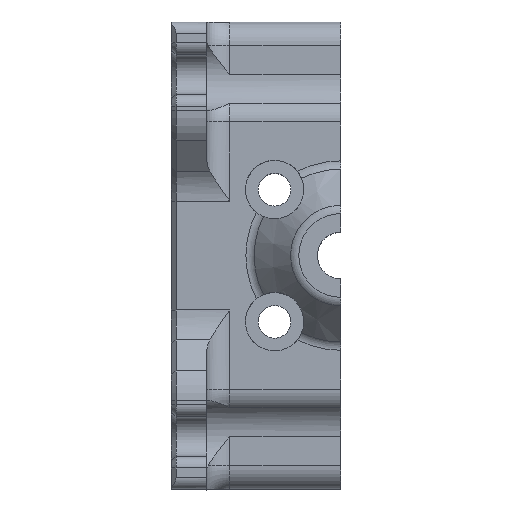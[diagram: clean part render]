
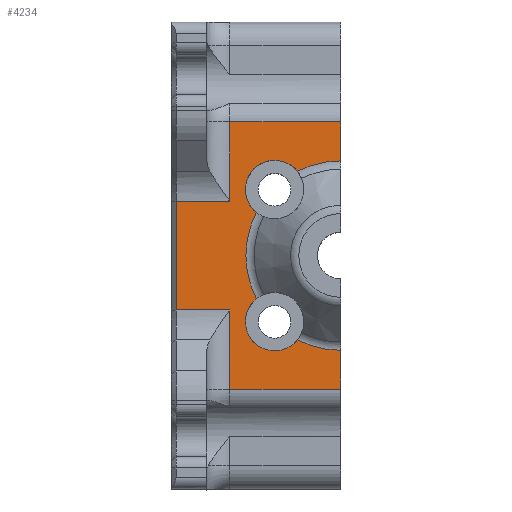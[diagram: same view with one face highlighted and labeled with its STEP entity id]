
A CAD part, top view. The second image highlights one B-rep face of the part: STEP entity #4234.
In plain terms, the highlighted planar face has unit normal (0, 0, 1).
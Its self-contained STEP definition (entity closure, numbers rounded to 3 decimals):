
#290=CIRCLE('',#4567,8.114);
#292=CIRCLE('',#4570,2.5);
#303=CIRCLE('',#4591,8.114);
#304=CIRCLE('',#4592,2.5);
#305=CIRCLE('',#4593,8.114);
#561=FACE_OUTER_BOUND('',#818,.T.);
#818=EDGE_LOOP('',(#3318,#3319,#3320,#3321,#3322,#3323,#3324,#3325,#3326,
#3327,#3328,#3329,#3330,#3331));
#988=LINE('',#7219,#1213);
#1029=LINE('',#7403,#1254);
#1034=LINE('',#7431,#1259);
#1078=LINE('',#8036,#1303);
#1091=LINE('',#8192,#1316);
#1092=LINE('',#8194,#1317);
#1093=LINE('',#8196,#1318);
#1094=LINE('',#8198,#1319);
#1095=LINE('',#8200,#1320);
#1213=VECTOR('',#4903,10.);
#1254=VECTOR('',#5044,10.);
#1259=VECTOR('',#5067,10.);
#1303=VECTOR('',#5293,10.);
#1316=VECTOR('',#5340,10.);
#1317=VECTOR('',#5341,10.);
#1318=VECTOR('',#5342,10.);
#1319=VECTOR('',#5343,10.);
#1320=VECTOR('',#5344,10.);
#1698=VERTEX_POINT('',#7216);
#1699=VERTEX_POINT('',#7218);
#1747=VERTEX_POINT('',#7400);
#1748=VERTEX_POINT('',#7402);
#1814=VERTEX_POINT('',#7973);
#1817=VERTEX_POINT('',#7985);
#1820=VERTEX_POINT('',#7999);
#1840=VERTEX_POINT('',#8191);
#1841=VERTEX_POINT('',#8193);
#1842=VERTEX_POINT('',#8195);
#1843=VERTEX_POINT('',#8197);
#1844=VERTEX_POINT('',#8199);
#1845=VERTEX_POINT('',#8201);
#1846=VERTEX_POINT('',#8203);
#2148=EDGE_CURVE('',#1698,#1699,#988,.T.);
#2220=EDGE_CURVE('',#1747,#1748,#1029,.T.);
#2231=EDGE_CURVE('',#1699,#1747,#1034,.T.);
#2342=EDGE_CURVE('',#1817,#1814,#290,.T.);
#2346=EDGE_CURVE('',#1820,#1814,#292,.T.);
#2352=EDGE_CURVE('',#1748,#1817,#1078,.T.);
#2378=EDGE_CURVE('',#1698,#1840,#1091,.T.);
#2379=EDGE_CURVE('',#1840,#1841,#1092,.T.);
#2380=EDGE_CURVE('',#1841,#1842,#1093,.T.);
#2381=EDGE_CURVE('',#1842,#1843,#1094,.T.);
#2382=EDGE_CURVE('',#1843,#1844,#1095,.T.);
#2383=EDGE_CURVE('',#1844,#1845,#303,.T.);
#2384=EDGE_CURVE('',#1846,#1845,#304,.T.);
#2385=EDGE_CURVE('',#1846,#1820,#305,.T.);
#3318=ORIENTED_EDGE('',*,*,#2378,.T.);
#3319=ORIENTED_EDGE('',*,*,#2379,.T.);
#3320=ORIENTED_EDGE('',*,*,#2380,.T.);
#3321=ORIENTED_EDGE('',*,*,#2381,.T.);
#3322=ORIENTED_EDGE('',*,*,#2382,.T.);
#3323=ORIENTED_EDGE('',*,*,#2383,.T.);
#3324=ORIENTED_EDGE('',*,*,#2384,.F.);
#3325=ORIENTED_EDGE('',*,*,#2385,.T.);
#3326=ORIENTED_EDGE('',*,*,#2346,.T.);
#3327=ORIENTED_EDGE('',*,*,#2342,.F.);
#3328=ORIENTED_EDGE('',*,*,#2352,.F.);
#3329=ORIENTED_EDGE('',*,*,#2220,.F.);
#3330=ORIENTED_EDGE('',*,*,#2231,.F.);
#3331=ORIENTED_EDGE('',*,*,#2148,.F.);
#4072=PLANE('',#4590);
#4234=ADVANCED_FACE('',(#561),#4072,.F.);
#4567=AXIS2_PLACEMENT_3D('',#7987,#5276,#5277);
#4570=AXIS2_PLACEMENT_3D('',#8000,#5283,#5284);
#4590=AXIS2_PLACEMENT_3D('',#8190,#5338,#5339);
#4591=AXIS2_PLACEMENT_3D('',#8202,#5345,#5346);
#4592=AXIS2_PLACEMENT_3D('',#8204,#5347,#5348);
#4593=AXIS2_PLACEMENT_3D('',#8205,#5349,#5350);
#4903=DIRECTION('',(1.,0.,0.));
#5044=DIRECTION('',(1.,0.,0.));
#5067=DIRECTION('',(0.,1.,0.));
#5276=DIRECTION('center_axis',(0.,0.,
1.));
#5277=DIRECTION('ref_axis',(-1.,0.,0.));
#5283=DIRECTION('center_axis',(0.,0.,
-1.));
#5284=DIRECTION('ref_axis',(-1.,0.,0.));
#5293=DIRECTION('',(0.,-1.,0.));
#5338=DIRECTION('center_axis',(0.,0.,
-1.));
#5339=DIRECTION('ref_axis',(0.,1.,0.));
#5340=DIRECTION('',(0.,-1.,0.));
#5341=DIRECTION('',(1.,0.,0.));
#5342=DIRECTION('',(0.,-1.,0.));
#5343=DIRECTION('',(1.,0.,0.));
#5344=DIRECTION('',(0.,1.,0.));
#5345=DIRECTION('center_axis',(0.,0.,
-1.));
#5346=DIRECTION('ref_axis',(-1.,0.,0.));
#5347=DIRECTION('center_axis',(0.,0.,
1.));
#5348=DIRECTION('ref_axis',(-1.,0.,0.));
#5349=DIRECTION('center_axis',(0.,0.,
-1.));
#5350=DIRECTION('ref_axis',(-1.,0.,0.));
#7216=CARTESIAN_POINT('',(-14.1,4.662,59.504));
#7218=CARTESIAN_POINT('',(-9.5,4.662,59.504));
#7219=CARTESIAN_POINT('',(-14.5,4.662,59.504));
#7400=CARTESIAN_POINT('',(-9.5,11.448,59.504));
#7402=CARTESIAN_POINT('',(0.,11.448,59.504));
#7403=CARTESIAN_POINT('',(-11.5,11.448,59.504));
#7431=CARTESIAN_POINT('',(-9.5,2.984,59.504));
#7973=CARTESIAN_POINT('',(-3.705,7.219,59.504));
#7985=CARTESIAN_POINT('',(0.,8.114,59.504));
#7987=CARTESIAN_POINT('Origin',(0.,0.,
59.504));
#7999=CARTESIAN_POINT('',(-7.219,3.705,59.504));
#8000=CARTESIAN_POINT('Origin',(-5.657,5.657,59.504));
#8036=CARTESIAN_POINT('',(0.,2.984,59.504));
#8190=CARTESIAN_POINT('Origin',(-14.5,-5.969,59.504));
#8191=CARTESIAN_POINT('',(-14.1,-4.662,59.504));
#8192=CARTESIAN_POINT('',(-14.1,-2.984,59.504));
#8193=CARTESIAN_POINT('',(-9.5,-4.662,59.504));
#8194=CARTESIAN_POINT('',(-14.5,-4.662,59.504));
#8195=CARTESIAN_POINT('',(-9.5,-11.448,59.504));
#8196=CARTESIAN_POINT('',(-9.5,-2.984,59.504));
#8197=CARTESIAN_POINT('',(0.,-11.448,59.504));
#8198=CARTESIAN_POINT('',(-11.5,-11.448,59.504));
#8199=CARTESIAN_POINT('',(0.,-8.114,59.504));
#8200=CARTESIAN_POINT('',(0.,-2.984,59.504));
#8201=CARTESIAN_POINT('',(-3.705,-7.219,59.504));
#8202=CARTESIAN_POINT('Origin',(0.,0.,
59.504));
#8203=CARTESIAN_POINT('',(-7.219,-3.705,59.504));
#8204=CARTESIAN_POINT('Origin',(-5.657,-5.657,59.504));
#8205=CARTESIAN_POINT('Origin',(0.,0.,
59.504));
